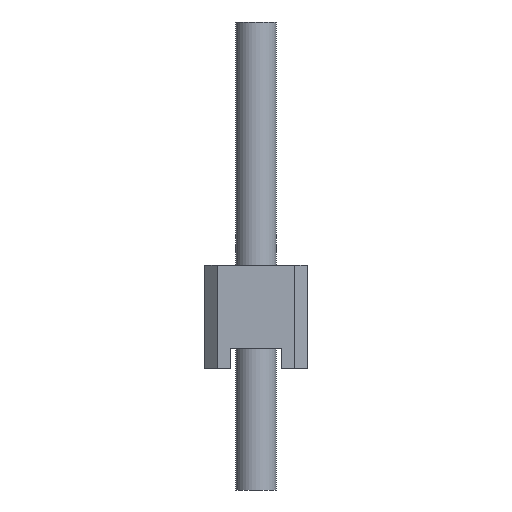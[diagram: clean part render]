
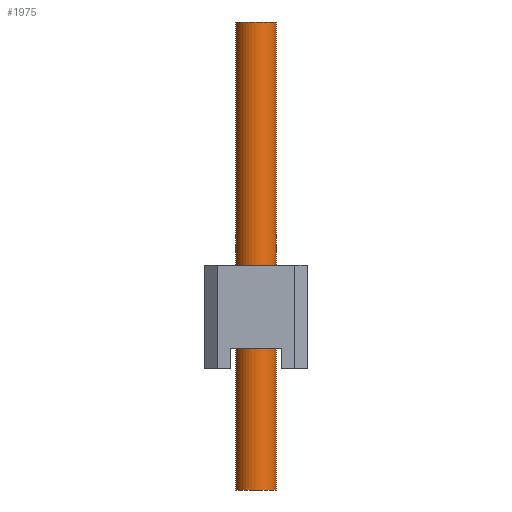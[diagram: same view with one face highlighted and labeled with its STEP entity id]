
A CAD part, left-side view. The second image highlights one B-rep face of the part: STEP entity #1975.
In plain terms, the highlighted cylindrical face has radius 0.5 mm (diameter 1 mm), a full revolution.
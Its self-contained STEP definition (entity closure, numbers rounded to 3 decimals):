
#1130=ORIENTED_EDGE('',*,*,#1408,.F.);
#1131=ORIENTED_EDGE('',*,*,#1409,.T.);
#1408=EDGE_CURVE('',#1594,#1594,#1636,.T.);
#1409=EDGE_CURVE('',#1595,#1595,#1637,.T.);
#1594=VERTEX_POINT('',#3276);
#1595=VERTEX_POINT('',#3278);
#1636=CIRCLE('',#2165,0.5);
#1637=CIRCLE('',#2166,0.5);
#1744=EDGE_LOOP('',(#1130));
#1745=EDGE_LOOP('',(#1131));
#1852=FACE_BOUND('',#1744,.T.);
#1853=FACE_BOUND('',#1745,.T.);
#1878=CYLINDRICAL_SURFACE('',#2164,0.5);
#1975=ADVANCED_FACE('',(#1852,#1853),#1878,.F.);
#2164=AXIS2_PLACEMENT_3D('',#3274,#2700,#2701);
#2165=AXIS2_PLACEMENT_3D('',#3275,#2702,#2703);
#2166=AXIS2_PLACEMENT_3D('',#3277,#2704,#2705);
#2700=DIRECTION('',(0.,0.,1.));
#2701=DIRECTION('',(1.,0.,0.));
#2702=DIRECTION('',(0.,0.,-1.));
#2703=DIRECTION('',(1.,0.,0.));
#2704=DIRECTION('',(0.,0.,-1.));
#2705=DIRECTION('',(1.,0.,0.));
#3274=CARTESIAN_POINT('',(0.,0.,0.));
#3275=CARTESIAN_POINT('',(0.,0.,11.54));
#3276=CARTESIAN_POINT('',(0.5,0.,11.54));
#3277=CARTESIAN_POINT('',(0.,0.,0.));
#3278=CARTESIAN_POINT('',(0.5,0.,0.));
